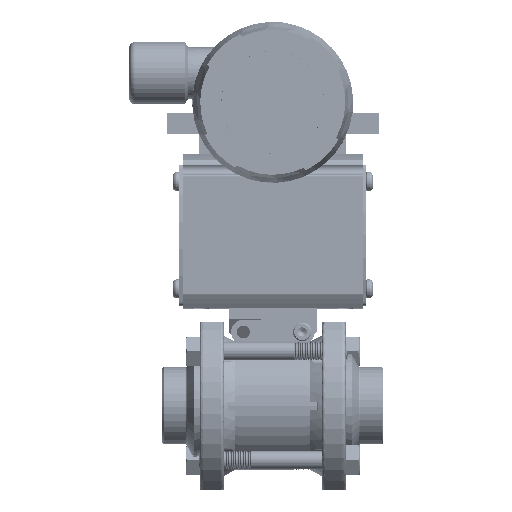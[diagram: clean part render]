
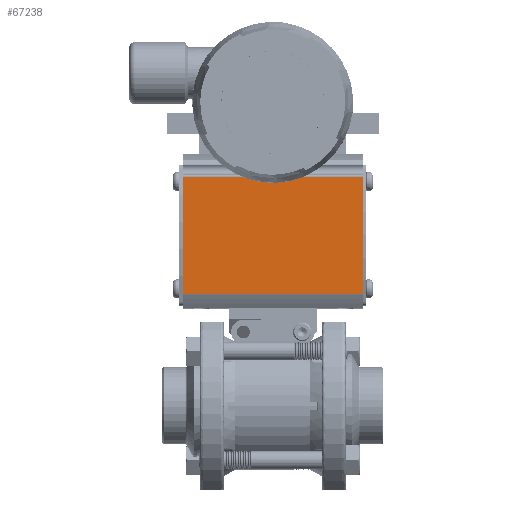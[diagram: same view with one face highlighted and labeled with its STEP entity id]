
A CAD part, top view. The second image highlights one B-rep face of the part: STEP entity #67238.
In plain terms, the highlighted planar face has unit normal (0, 0, 1).
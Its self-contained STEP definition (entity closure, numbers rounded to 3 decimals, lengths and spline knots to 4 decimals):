
#1174 = DIRECTION ( 'NONE',  ( -1., 0., 0. ) ) ;
#1923 = EDGE_CURVE ( 'NONE', #80115, #29741, #88319, .T. ) ;
#3162 = CARTESIAN_POINT ( 'NONE',  ( 1.5441, 3.8004, 3.281 ) ) ;
#10473 = LINE ( 'NONE', #154241, #94932 ) ;
#23159 = ORIENTED_EDGE ( 'NONE', *, *, #1923, .T. ) ;
#23885 = VECTOR ( 'NONE', #172208, 39.3701 ) ;
#24701 = DIRECTION ( 'NONE',  ( 0., -1., 0. ) ) ;
#27280 = LINE ( 'NONE', #41303, #151317 ) ;
#29741 = VERTEX_POINT ( 'NONE', #113893 ) ;
#32964 = CARTESIAN_POINT ( 'NONE',  ( 1.5441, 3.7931, 3.281 ) ) ;
#40641 = CARTESIAN_POINT ( 'NONE',  ( 1.5441, 1.7988, 3.281 ) ) ;
#41303 = CARTESIAN_POINT ( 'NONE',  ( -1.5109, 3.8004, 3.281 ) ) ;
#45065 = AXIS2_PLACEMENT_3D ( 'NONE', #108820, #125830, #24701 ) ;
#47420 = ORIENTED_EDGE ( 'NONE', *, *, #109009, .F. ) ;
#58271 = DIRECTION ( 'NONE',  ( 0., 1., 0. ) ) ;
#67238 = ADVANCED_FACE ( 'NONE', ( #168783 ), #209164, .F. ) ;
#68719 = LINE ( 'NONE', #3162, #23885 ) ;
#72808 = EDGE_CURVE ( 'NONE', #80115, #105610, #68719, .T. ) ;
#80115 = VERTEX_POINT ( 'NONE', #32964 ) ;
#86652 = VERTEX_POINT ( 'NONE', #217184 ) ;
#88319 = LINE ( 'NONE', #102309, #178161 ) ;
#94932 = VECTOR ( 'NONE', #171262, 39.3701 ) ;
#100243 = ORIENTED_EDGE ( 'NONE', *, *, #72808, .F. ) ;
#102309 = CARTESIAN_POINT ( 'NONE',  ( -5.0238, 3.7931, 3.281 ) ) ;
#105610 = VERTEX_POINT ( 'NONE', #40641 ) ;
#108820 = CARTESIAN_POINT ( 'NONE',  ( -5.0238, 3.8004, 3.281 ) ) ;
#109009 = EDGE_CURVE ( 'NONE', #86652, #29741, #27280, .T. ) ;
#113893 = CARTESIAN_POINT ( 'NONE',  ( -1.5109, 3.7931, 3.281 ) ) ;
#125830 = DIRECTION ( 'NONE',  ( 0., 0., -1. ) ) ;
#133756 = EDGE_LOOP ( 'NONE', ( #100243, #23159, #47420, #187409 ) ) ;
#151317 = VECTOR ( 'NONE', #58271, 39.3701 ) ;
#154241 = CARTESIAN_POINT ( 'NONE',  ( -5.0238, 1.7988, 3.281 ) ) ;
#168783 = FACE_OUTER_BOUND ( 'NONE', #133756, .T. ) ;
#171262 = DIRECTION ( 'NONE',  ( 1., 0., 0. ) ) ;
#172208 = DIRECTION ( 'NONE',  ( 0., -1., 0. ) ) ;
#178161 = VECTOR ( 'NONE', #1174, 39.3701 ) ;
#187409 = ORIENTED_EDGE ( 'NONE', *, *, #202691, .T. ) ;
#202691 = EDGE_CURVE ( 'NONE', #86652, #105610, #10473, .T. ) ;
#209164 = PLANE ( 'NONE',  #45065 ) ;
#217184 = CARTESIAN_POINT ( 'NONE',  ( -1.5109, 1.7988, 3.281 ) ) ;
